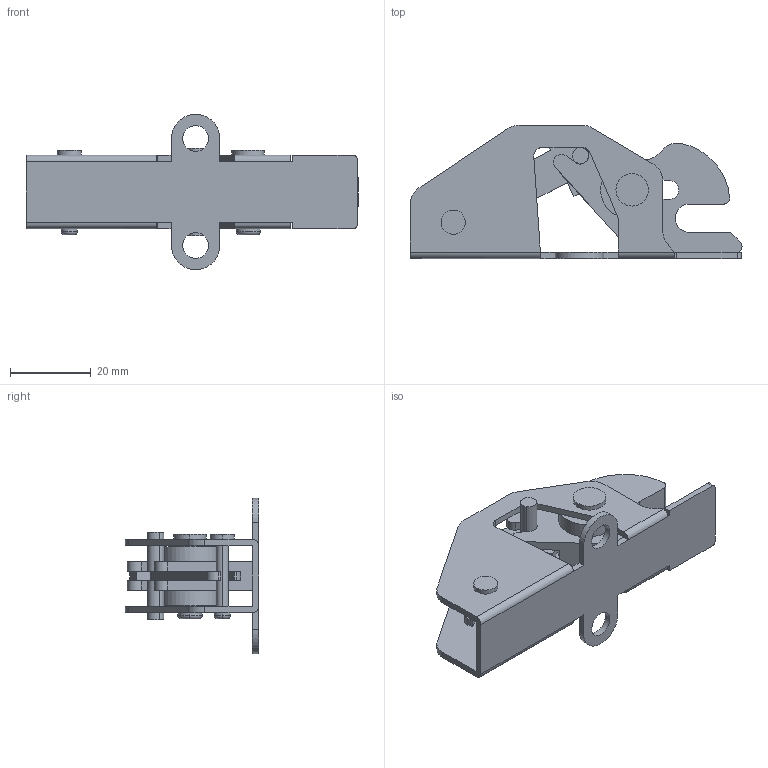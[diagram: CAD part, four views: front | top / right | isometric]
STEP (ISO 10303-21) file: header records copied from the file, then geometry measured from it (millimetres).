
FILE_DESCRIPTION (( 'STEP AP203' ), '1' );
FILE_NAME ('Žº‰ª•ÏŠ·.STEP', '2012-03-21T07:40:37', ( '' ), ( '' ), 'SwSTEP 2.0', 'SolidWorks 2011', '' );
FILE_SCHEMA (( 'CONFIG_CONTROL_DESIGN' ));
Length unit declared in the file: millimetre
Products named in the file (6): C-850-3_本体; 室岡変換; C-850-3_軸板; C-850-3_キャッチ; C-850-3_シャフトC; C-850-3_シャフトB
Assembly tree (5 placements, depth 2):
  室岡変換
    C-850-3_キャッチ
    C-850-3_シャフトC
    C-850-3_軸板
    C-850-3_シャフトB
    C-850-3_本体
Bounding box: 82.2 x 33 x 38.5 mm (x, y, z)
Volume: 13547.4 mm3; surface area: 14242.1 mm2
Topology: 5 solids, 5 shells, 168 faces, 448 edges, 292 vertices
Faces by surface type: plane 88, cylinder 76, torus 4
Entity records: 5920 total; most frequent: DIRECTION 958, CARTESIAN_POINT 922, ORIENTED_EDGE 896, EDGE_CURVE 448, AXIS2_PLACEMENT_3D 336, VERTEX_POINT 292, LINE 286, VECTOR 286
